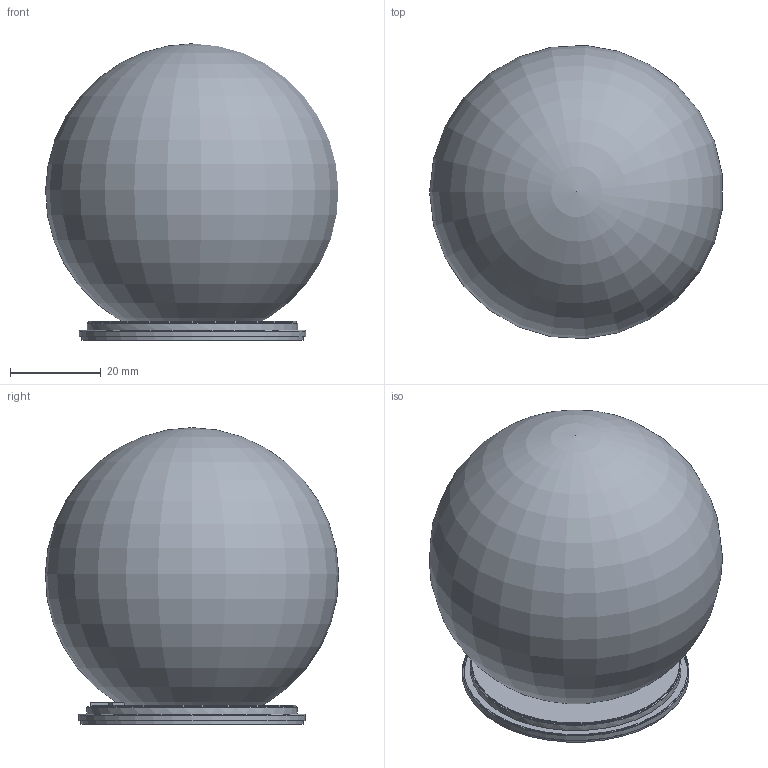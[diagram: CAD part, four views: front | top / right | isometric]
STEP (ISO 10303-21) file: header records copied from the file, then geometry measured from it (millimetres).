
FILE_DESCRIPTION(/* description */ ('Alibre Inc.'),/* implementation_level */ '2;1');
FILE_NAME(/* name */ 'export0',/* time_stamp */ '2018-10-02T20:06:29-05:00',/* author */ (''),/* organization */ (''),/* preprocessor_version */ 'ST-DEVELOPER v17',/* originating_system */ 'Alibre',/* authorisation */ '');
FILE_SCHEMA (('CONFIG_CONTROL_DESIGN'));
Length unit declared in the file: centimetre
Products named in the file (1): ID_1
Bounding box: 64.61 x 64.72 x 65.46 mm (x, y, z)
Volume: 141735.3 mm3; surface area: 22615.4 mm2
Topology: 2 solids, 2 shells, 47 faces, 99 edges, 63 vertices
Faces by surface type: plane 23, cylinder 16, torus 5, cone 3
Full cylindrical faces by diameter (mm): 17.1 x1, 17.5 x1, 29.6 x1, 30 x1, 46 x2, 46.1 x1, 46.5 x1, 49 x1, 49.6 x1, 50 x1
Entity records: 1114 total; most frequent: CARTESIAN_POINT 166, DIRECTION 165, ORIENTED_EDGE 144, AXIS2_PLACEMENT_3D 81, FACE_BOUND 75, EDGE_LOOP 73, EDGE_CURVE 72, VERTEX_POINT 57
